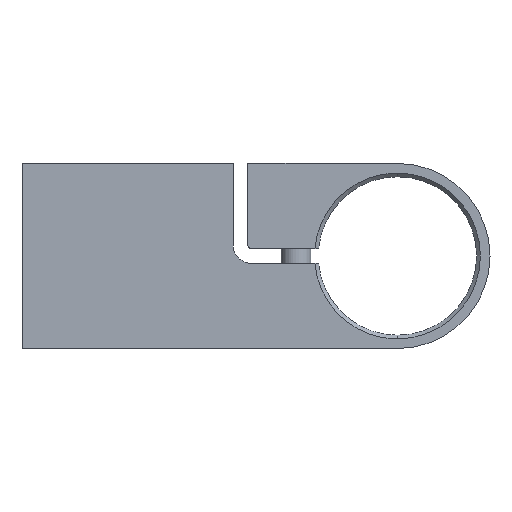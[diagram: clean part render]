
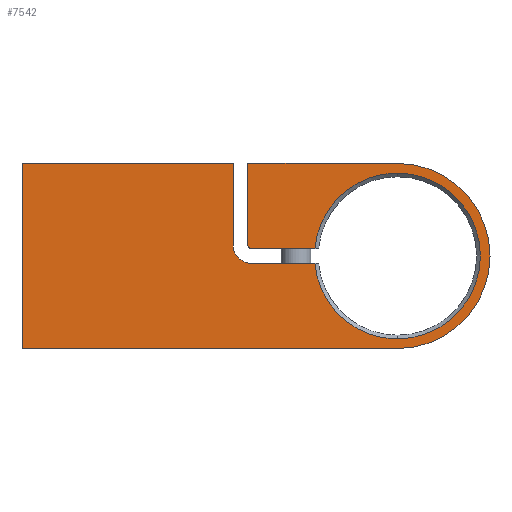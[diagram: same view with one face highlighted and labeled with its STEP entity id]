
A CAD part, front view. The second image highlights one B-rep face of the part: STEP entity #7542.
In plain terms, the highlighted planar face has unit normal (0, -1, 0).
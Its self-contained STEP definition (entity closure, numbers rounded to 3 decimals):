
#26 = CIRCLE ( 'NONE', #6275, 1. ) ;
#45 = DIRECTION ( 'NONE',  ( 0., 1., 0. ) ) ;
#62 = DIRECTION ( 'NONE',  ( 0., 0., -1. ) ) ;
#338 = ORIENTED_EDGE ( 'NONE', *, *, #1134, .F. ) ;
#397 = ORIENTED_EDGE ( 'NONE', *, *, #6289, .F. ) ;
#453 = CARTESIAN_POINT ( 'NONE',  ( 0., -8., -25. ) ) ;
#589 = CARTESIAN_POINT ( 'NONE',  ( 0., -8., 0. ) ) ;
#613 = CARTESIAN_POINT ( 'NONE',  ( -40.4, -8., 3. ) ) ;
#896 = VECTOR ( 'NONE', #1235, 1000. ) ;
#934 = CARTESIAN_POINT ( 'NONE',  ( 0., -8., 25. ) ) ;
#936 = CARTESIAN_POINT ( 'NONE',  ( 0., -8., -22.4 ) ) ;
#956 = FACE_OUTER_BOUND ( 'NONE', #2145, .T. ) ;
#1063 = CIRCLE ( 'NONE', #1218, 25. ) ;
#1134 = EDGE_CURVE ( 'NONE', #5595, #7435, #4582, .T. ) ;
#1218 = AXIS2_PLACEMENT_3D ( 'NONE', #7444, #8776, #2509 ) ;
#1235 = DIRECTION ( 'NONE',  ( 1., 0., 0. ) ) ;
#1335 = CARTESIAN_POINT ( 'NONE',  ( -39.4, -8., 3. ) ) ;
#1384 = CARTESIAN_POINT ( 'NONE',  ( -39.4, -8., 3. ) ) ;
#1426 = CARTESIAN_POINT ( 'NONE',  ( 0., -8., 0. ) ) ;
#1499 = LINE ( 'NONE', #3466, #7495 ) ;
#1750 = VERTEX_POINT ( 'NONE', #5414 ) ;
#1810 = CARTESIAN_POINT ( 'NONE',  ( -22.311, -8., -2. ) ) ;
#1862 = DIRECTION ( 'NONE',  ( 0., 1., 0. ) ) ;
#1948 = DIRECTION ( 'NONE',  ( 0., 1., 0. ) ) ;
#2087 = CARTESIAN_POINT ( 'NONE',  ( -22.311, -8., 2. ) ) ;
#2132 = EDGE_CURVE ( 'NONE', #3550, #8906, #7022, .T. ) ;
#2145 = EDGE_LOOP ( 'NONE', ( #3901, #6032, #8204, #4829, #8686, #5778, #8953, #4470, #397, #7728, #4270, #3360, #338, #8340 ) ) ;
#2226 = DIRECTION ( 'NONE',  ( 1., 0., 0. ) ) ;
#2241 = CARTESIAN_POINT ( 'NONE',  ( -21.306, -8., 2. ) ) ;
#2303 = VECTOR ( 'NONE', #62, 1000. ) ;
#2395 = EDGE_CURVE ( 'NONE', #2961, #6792, #1063, .T. ) ;
#2399 = VECTOR ( 'NONE', #4030, 1000. ) ;
#2499 = DIRECTION ( 'NONE',  ( 1., 0., 0. ) ) ;
#2509 = DIRECTION ( 'NONE',  ( 0., 0., 1. ) ) ;
#2530 = CARTESIAN_POINT ( 'NONE',  ( -40.4, -8., 3. ) ) ;
#2707 = AXIS2_PLACEMENT_3D ( 'NONE', #1335, #3439, #8399 ) ;
#2961 = VERTEX_POINT ( 'NONE', #934 ) ;
#3135 = AXIS2_PLACEMENT_3D ( 'NONE', #589, #1948, #3995 ) ;
#3139 = VERTEX_POINT ( 'NONE', #2087 ) ;
#3247 = EDGE_CURVE ( 'NONE', #3139, #3663, #5517, .T. ) ;
#3275 = CARTESIAN_POINT ( 'NONE',  ( -101.4, -8., 25. ) ) ;
#3360 = ORIENTED_EDGE ( 'NONE', *, *, #4528, .F. ) ;
#3439 = DIRECTION ( 'NONE',  ( 0., -1., 0. ) ) ;
#3466 = CARTESIAN_POINT ( 'NONE',  ( 0., -8., -25. ) ) ;
#3494 = EDGE_CURVE ( 'NONE', #8906, #5986, #5207, .T. ) ;
#3550 = VERTEX_POINT ( 'NONE', #4507 ) ;
#3663 = VERTEX_POINT ( 'NONE', #6869 ) ;
#3771 = EDGE_CURVE ( 'NONE', #6792, #3950, #1499, .T. ) ;
#3786 = EDGE_CURVE ( 'NONE', #3663, #8939, #5861, .T. ) ;
#3848 = CARTESIAN_POINT ( 'NONE',  ( -21.306, -8., -2. ) ) ;
#3901 = ORIENTED_EDGE ( 'NONE', *, *, #9212, .F. ) ;
#3950 = VERTEX_POINT ( 'NONE', #5491 ) ;
#3995 = DIRECTION ( 'NONE',  ( 0., 0., 1. ) ) ;
#4030 = DIRECTION ( 'NONE',  ( 0., 0., 1. ) ) ;
#4119 = DIRECTION ( 'NONE',  ( 0., 0., 1. ) ) ;
#4270 = ORIENTED_EDGE ( 'NONE', *, *, #2395, .F. ) ;
#4282 = DIRECTION ( 'NONE',  ( 0., 1., 0. ) ) ;
#4336 = AXIS2_PLACEMENT_3D ( 'NONE', #8423, #8250, #4119 ) ;
#4384 = DIRECTION ( 'NONE',  ( 0., 0., 1. ) ) ;
#4416 = LINE ( 'NONE', #8630, #8244 ) ;
#4470 = ORIENTED_EDGE ( 'NONE', *, *, #6302, .F. ) ;
#4507 = CARTESIAN_POINT ( 'NONE',  ( -44.4, -8., 3. ) ) ;
#4528 = EDGE_CURVE ( 'NONE', #7435, #2961, #4416, .T. ) ;
#4582 = LINE ( 'NONE', #2530, #8528 ) ;
#4829 = ORIENTED_EDGE ( 'NONE', *, *, #6094, .T. ) ;
#4966 = AXIS2_PLACEMENT_3D ( 'NONE', #8177, #1862, #5447 ) ;
#5080 = AXIS2_PLACEMENT_3D ( 'NONE', #1426, #4282, #7122 ) ;
#5207 = LINE ( 'NONE', #3848, #5254 ) ;
#5248 = VECTOR ( 'NONE', #7793, 1000. ) ;
#5254 = VECTOR ( 'NONE', #2499, 1000. ) ;
#5414 = CARTESIAN_POINT ( 'NONE',  ( -39.4, -8., 2. ) ) ;
#5434 = CARTESIAN_POINT ( 'NONE',  ( -101.4, -8., -25. ) ) ;
#5447 = DIRECTION ( 'NONE',  ( 0., 0., 1. ) ) ;
#5466 = VERTEX_POINT ( 'NONE', #3275 ) ;
#5491 = CARTESIAN_POINT ( 'NONE',  ( -101.4, -8., -25. ) ) ;
#5517 = CIRCLE ( 'NONE', #5080, 22.4 ) ;
#5595 = VERTEX_POINT ( 'NONE', #613 ) ;
#5707 = DIRECTION ( 'NONE',  ( -1., 0., 0. ) ) ;
#5717 = EDGE_CURVE ( 'NONE', #8672, #3550, #7144, .T. ) ;
#5778 = ORIENTED_EDGE ( 'NONE', *, *, #2132, .F. ) ;
#5861 = CIRCLE ( 'NONE', #4966, 22.4 ) ;
#5963 = CIRCLE ( 'NONE', #3135, 22.4 ) ;
#5986 = VERTEX_POINT ( 'NONE', #1810 ) ;
#6032 = ORIENTED_EDGE ( 'NONE', *, *, #3247, .T. ) ;
#6082 = CARTESIAN_POINT ( 'NONE',  ( -44.4, -8., 25. ) ) ;
#6094 = EDGE_CURVE ( 'NONE', #8939, #5986, #5963, .T. ) ;
#6275 = AXIS2_PLACEMENT_3D ( 'NONE', #1384, #45, #4384 ) ;
#6289 = EDGE_CURVE ( 'NONE', #3950, #5466, #6828, .T. ) ;
#6302 = EDGE_CURVE ( 'NONE', #5466, #8672, #8386, .T. ) ;
#6395 = CARTESIAN_POINT ( 'NONE',  ( -44.4, -8., 3. ) ) ;
#6630 = DIRECTION ( 'NONE',  ( 0., 0., 1. ) ) ;
#6792 = VERTEX_POINT ( 'NONE', #453 ) ;
#6828 = LINE ( 'NONE', #5434, #2399 ) ;
#6869 = CARTESIAN_POINT ( 'NONE',  ( 0., -8., 22.4 ) ) ;
#7022 = CIRCLE ( 'NONE', #2707, 5. ) ;
#7122 = DIRECTION ( 'NONE',  ( 0., 0., 1. ) ) ;
#7144 = LINE ( 'NONE', #6395, #2303 ) ;
#7435 = VERTEX_POINT ( 'NONE', #9141 ) ;
#7444 = CARTESIAN_POINT ( 'NONE',  ( 0., -8., 0. ) ) ;
#7495 = VECTOR ( 'NONE', #5707, 1000. ) ;
#7542 = ADVANCED_FACE ( 'NONE', ( #956 ), #8814, .F. ) ;
#7705 = CARTESIAN_POINT ( 'NONE',  ( -44.4, -8., 25. ) ) ;
#7728 = ORIENTED_EDGE ( 'NONE', *, *, #3771, .F. ) ;
#7793 = DIRECTION ( 'NONE',  ( -1., 0., 0. ) ) ;
#8177 = CARTESIAN_POINT ( 'NONE',  ( 0., -8., 0. ) ) ;
#8180 = CARTESIAN_POINT ( 'NONE',  ( -39.4, -8., -2. ) ) ;
#8204 = ORIENTED_EDGE ( 'NONE', *, *, #3786, .T. ) ;
#8244 = VECTOR ( 'NONE', #2226, 1000. ) ;
#8250 = DIRECTION ( 'NONE',  ( 0., 1., 0. ) ) ;
#8340 = ORIENTED_EDGE ( 'NONE', *, *, #9208, .F. ) ;
#8386 = LINE ( 'NONE', #6082, #896 ) ;
#8399 = DIRECTION ( 'NONE',  ( 0., 0., 1. ) ) ;
#8423 = CARTESIAN_POINT ( 'NONE',  ( 0., -8., 0. ) ) ;
#8528 = VECTOR ( 'NONE', #6630, 1000. ) ;
#8630 = CARTESIAN_POINT ( 'NONE',  ( 0., -8., 25. ) ) ;
#8672 = VERTEX_POINT ( 'NONE', #7705 ) ;
#8686 = ORIENTED_EDGE ( 'NONE', *, *, #3494, .F. ) ;
#8776 = DIRECTION ( 'NONE',  ( 0., 1., 0. ) ) ;
#8814 = PLANE ( 'NONE',  #4336 ) ;
#8906 = VERTEX_POINT ( 'NONE', #8180 ) ;
#8939 = VERTEX_POINT ( 'NONE', #936 ) ;
#8953 = ORIENTED_EDGE ( 'NONE', *, *, #5717, .F. ) ;
#9141 = CARTESIAN_POINT ( 'NONE',  ( -40.4, -8., 25. ) ) ;
#9208 = EDGE_CURVE ( 'NONE', #1750, #5595, #26, .T. ) ;
#9212 = EDGE_CURVE ( 'NONE', #3139, #1750, #9246, .T. ) ;
#9246 = LINE ( 'NONE', #2241, #5248 ) ;
